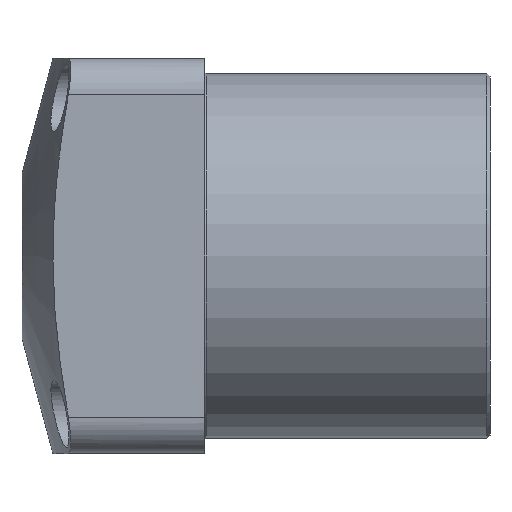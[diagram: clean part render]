
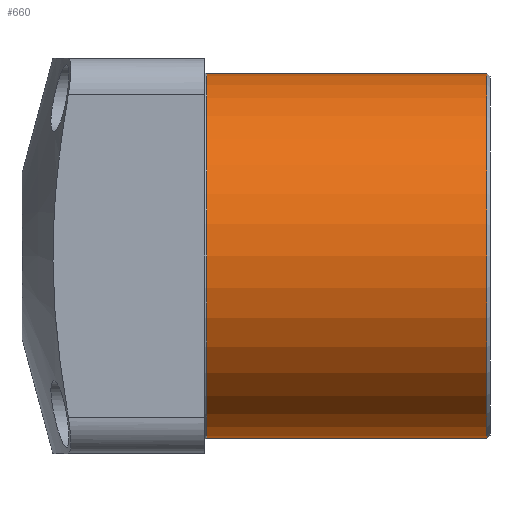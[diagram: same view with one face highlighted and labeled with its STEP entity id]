
A CAD part, left-side view. The second image highlights one B-rep face of the part: STEP entity #660.
In plain terms, the highlighted cylindrical face has radius 30 mm (diameter 60 mm), a partial arc.
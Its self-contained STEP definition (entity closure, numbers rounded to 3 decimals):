
#5 = VERTEX_POINT ( 'NONE', #967 ) ;
#279 = VERTEX_POINT ( 'NONE', #1686 ) ;
#346 = VERTEX_POINT ( 'NONE', #1767 ) ;
#348 = EDGE_CURVE ( 'NONE', #349, #346, #1766, .T. ) ;
#349 = VERTEX_POINT ( 'NONE', #1761 ) ;
#461 = EDGE_CURVE ( 'NONE', #279, #346, #2047, .T. ) ;
#468 = EDGE_CURVE ( 'NONE', #5, #349, #2027, .T. ) ;
#660 = ADVANCED_FACE ( 'NONE', ( #2385 ), #2384, .T. ) ;
#661 = EDGE_LOOP ( 'NONE', ( #662, #663, #665, #667 ) ) ;
#662 = ORIENTED_EDGE ( 'NONE', *, *, #461, .F. ) ;
#663 = ORIENTED_EDGE ( 'NONE', *, *, #664, .T. ) ;
#664 = EDGE_CURVE ( 'NONE', #279, #5, #2379, .T. ) ;
#665 = ORIENTED_EDGE ( 'NONE', *, *, #468, .T. ) ;
#667 = ORIENTED_EDGE ( 'NONE', *, *, #348, .T. ) ;
#967 = CARTESIAN_POINT ( 'NONE',  ( 0., -46.5, 30. ) ) ;
#1686 = CARTESIAN_POINT ( 'NONE',  ( 0., -46.5, -30. ) ) ;
#1761 = CARTESIAN_POINT ( 'NONE',  ( 0., -0.4, 30. ) ) ;
#1762 = DIRECTION ( 'NONE',  ( 0., 0., 1. ) ) ;
#1763 = DIRECTION ( 'NONE',  ( 0., -1., 0. ) ) ;
#1764 = CARTESIAN_POINT ( 'NONE',  ( 0., -0.4, 0. ) ) ;
#1765 = AXIS2_PLACEMENT_3D ( 'NONE', #1764, #1763, #1762 ) ;
#1766 = CIRCLE ( 'NONE', #1765, 30. ) ;
#1767 = CARTESIAN_POINT ( 'NONE',  ( 0., -0.4, -30. ) ) ;
#2024 = DIRECTION ( 'NONE',  ( 0., 1., 0. ) ) ;
#2025 = VECTOR ( 'NONE', #2024, 1000. ) ;
#2026 = CARTESIAN_POINT ( 'NONE',  ( 0., -47., 30. ) ) ;
#2027 = LINE ( 'NONE', #2026, #2025 ) ;
#2039 = DIRECTION ( 'NONE',  ( 0., 1., 0. ) ) ;
#2040 = VECTOR ( 'NONE', #2039, 1000. ) ;
#2041 = CARTESIAN_POINT ( 'NONE',  ( 0., -47., -30. ) ) ;
#2047 = LINE ( 'NONE', #2041, #2040 ) ;
#2376 = DIRECTION ( 'NONE',  ( 0., 0., 1. ) ) ;
#2377 = DIRECTION ( 'NONE',  ( 0., 1., 0. ) ) ;
#2378 = AXIS2_PLACEMENT_3D ( 'NONE', #2383, #2377, #2376 ) ;
#2379 = CIRCLE ( 'NONE', #2378, 30. ) ;
#2380 = DIRECTION ( 'NONE',  ( 0., 0., 1. ) ) ;
#2381 = DIRECTION ( 'NONE',  ( 0., 1., 0. ) ) ;
#2382 = AXIS2_PLACEMENT_3D ( 'NONE', #2389, #2381, #2380 ) ;
#2383 = CARTESIAN_POINT ( 'NONE',  ( 0., -46.5, 0. ) ) ;
#2384 = CYLINDRICAL_SURFACE ( 'NONE', #2382, 30. ) ;
#2385 = FACE_OUTER_BOUND ( 'NONE', #661, .T. ) ;
#2389 = CARTESIAN_POINT ( 'NONE',  ( 0., -47., 0. ) ) ;
